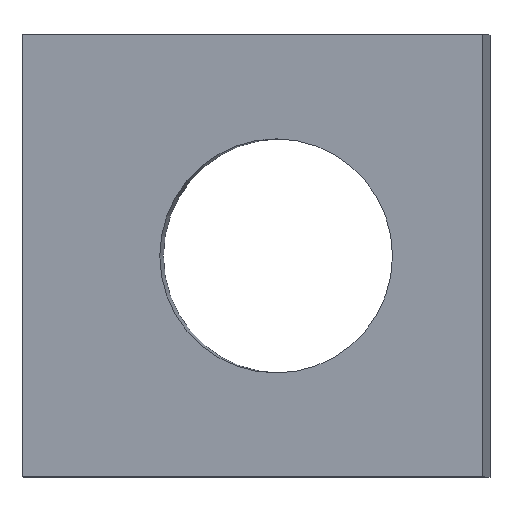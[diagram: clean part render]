
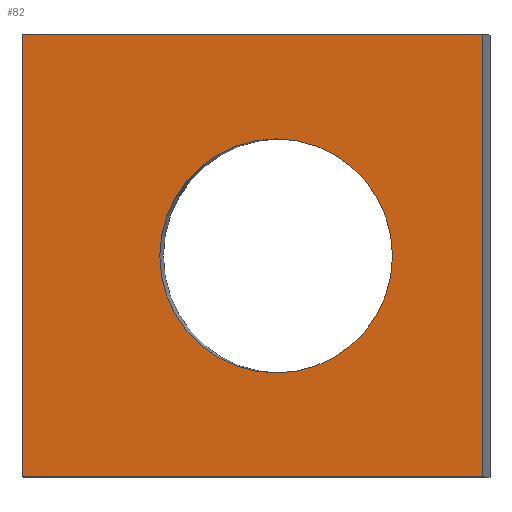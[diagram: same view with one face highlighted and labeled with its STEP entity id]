
A CAD part, top view. The second image highlights one B-rep face of the part: STEP entity #82.
In plain terms, the highlighted planar face has unit normal (-0.108, 0, 0.994).
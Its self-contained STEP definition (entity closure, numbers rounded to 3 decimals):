
#82 = ADVANCED_FACE( '', ( #104, #105 ), #106, .T. );
#104 = FACE_OUTER_BOUND( '', #133, .T. );
#105 = FACE_BOUND( '', #134, .T. );
#106 = PLANE( '', #135 );
#133 = EDGE_LOOP( '', ( #198, #199, #200, #201 ) );
#134 = EDGE_LOOP( '', ( #202, #203 ) );
#135 = AXIS2_PLACEMENT_3D( '', #204, #205, #206 );
#198 = ORIENTED_EDGE( '', *, *, #262, .T. );
#199 = ORIENTED_EDGE( '', *, *, #258, .T. );
#200 = ORIENTED_EDGE( '', *, *, #260, .T. );
#201 = ORIENTED_EDGE( '', *, *, #263, .T. );
#202 = ORIENTED_EDGE( '', *, *, #243, .F. );
#203 = ORIENTED_EDGE( '', *, *, #264, .F. );
#204 = CARTESIAN_POINT( '', ( 22.659, 0., -208.849 ) );
#205 = DIRECTION( '', ( -0.108, 0., 0.994 ) );
#206 = DIRECTION( '', ( 0., 1., 0. ) );
#243 = EDGE_CURVE( '', #270, #273, #274, .T. );
#258 = EDGE_CURVE( '', #298, #300, #302, .T. );
#260 = EDGE_CURVE( '', #300, #303, #305, .T. );
#262 = EDGE_CURVE( '', #306, #298, #308, .T. );
#263 = EDGE_CURVE( '', #303, #306, #309, .T. );
#264 = EDGE_CURVE( '', #273, #270, #310, .T. );
#270 = VERTEX_POINT( '', #316 );
#273 = VERTEX_POINT( '', #320 );
#274 = CIRCLE( '', #321, 27.8 );
#298 = VERTEX_POINT( '', #352 );
#300 = VERTEX_POINT( '', #355 );
#302 = LINE( '', #358, #359 );
#303 = VERTEX_POINT( '', #360 );
#305 = LINE( '', #363, #364 );
#306 = VERTEX_POINT( '', #365 );
#308 = LINE( '', #368, #369 );
#309 = LINE( '', #370, #371 );
#310 = CIRCLE( '', #372, 27.8 );
#316 = CARTESIAN_POINT( '', ( 20845.386, 147.062, 2050.281 ) );
#320 = CARTESIAN_POINT( '', ( 20845.386, 91.462, 2050.281 ) );
#321 = AXIS2_PLACEMENT_3D( '', #379, #380, #381 );
#352 = CARTESIAN_POINT( '', ( 20894.38, 66.762, 2055.597 ) );
#355 = CARTESIAN_POINT( '', ( 20894.38, 171.762, 2055.597 ) );
#358 = CARTESIAN_POINT( '', ( 20894.38, 119.262, 2055.597 ) );
#359 = VECTOR( '', #406, 1000. );
#360 = CARTESIAN_POINT( '', ( 20785.022, 171.762, 2043.732 ) );
#363 = CARTESIAN_POINT( '', ( 20839.701, 171.762, 2049.665 ) );
#364 = VECTOR( '', #408, 1000. );
#365 = CARTESIAN_POINT( '', ( 20785.022, 66.762, 2043.732 ) );
#368 = CARTESIAN_POINT( '', ( 20839.701, 66.762, 2049.665 ) );
#369 = VECTOR( '', #410, 1000. );
#370 = CARTESIAN_POINT( '', ( 20785.022, 119.262, 2043.732 ) );
#371 = VECTOR( '', #411, 1000. );
#372 = AXIS2_PLACEMENT_3D( '', #412, #413, #414 );
#379 = CARTESIAN_POINT( '', ( 20845.386, 119.262, 2050.281 ) );
#380 = DIRECTION( '', ( -0.108, 0., 0.994 ) );
#381 = DIRECTION( '', ( 0.994, 0., 0.108 ) );
#406 = DIRECTION( '', ( 0., 1., 0. ) );
#408 = DIRECTION( '', ( -0.994, 0., -0.108 ) );
#410 = DIRECTION( '', ( 0.994, 0., 0.108 ) );
#411 = DIRECTION( '', ( 0., -1., 0. ) );
#412 = CARTESIAN_POINT( '', ( 20845.386, 119.262, 2050.281 ) );
#413 = DIRECTION( '', ( -0.108, 0., 0.994 ) );
#414 = DIRECTION( '', ( 0.994, 0., 0.108 ) );
